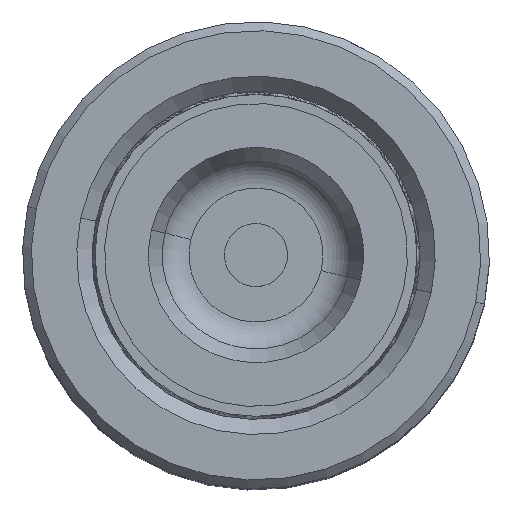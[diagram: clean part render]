
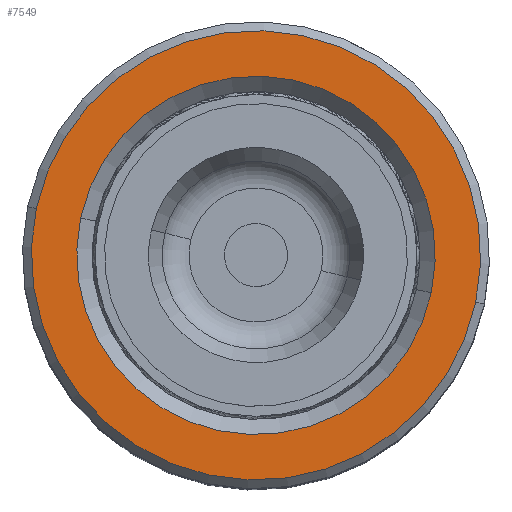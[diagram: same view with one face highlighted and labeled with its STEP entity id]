
A CAD part, top view. The second image highlights one B-rep face of the part: STEP entity #7549.
In plain terms, the highlighted planar face has unit normal (0, 0, 1).
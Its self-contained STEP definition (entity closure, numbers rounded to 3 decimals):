
#446 = CIRCLE ( 'NONE', #28514, 17.8 ) ;
#1672 = FACE_BOUND ( 'NONE', #12604, .T. ) ;
#2485 = VERTEX_POINT ( 'NONE', #18559 ) ;
#3148 = DIRECTION ( 'NONE',  ( 1., 0., 0. ) ) ;
#3379 = EDGE_LOOP ( 'NONE', ( #6503, #23473 ) ) ;
#4440 = VERTEX_POINT ( 'NONE', #20917 ) ;
#6503 = ORIENTED_EDGE ( 'NONE', *, *, #23799, .T. ) ;
#7549 = ADVANCED_FACE ( 'NONE', ( #15516, #1672 ), #7754, .T. ) ;
#7754 = PLANE ( 'NONE',  #9241 ) ;
#7901 = DIRECTION ( 'NONE',  ( 0., 0., -1. ) ) ;
#9241 = AXIS2_PLACEMENT_3D ( 'NONE', #32958, #27233, #18603 ) ;
#9415 = CIRCLE ( 'NONE', #33955, 14.2 ) ;
#11405 = AXIS2_PLACEMENT_3D ( 'NONE', #24980, #7901, #21739 ) ;
#11922 = EDGE_CURVE ( 'NONE', #4440, #24494, #15362, .T. ) ;
#12604 = EDGE_LOOP ( 'NONE', ( #21116, #29845 ) ) ;
#15362 = CIRCLE ( 'NONE', #11405, 14.2 ) ;
#15516 = FACE_OUTER_BOUND ( 'NONE', #3379, .T. ) ;
#15884 = DIRECTION ( 'NONE',  ( 0., 0., -1. ) ) ;
#16400 = DIRECTION ( 'NONE',  ( 1., 0., 0. ) ) ;
#18559 = CARTESIAN_POINT ( 'NONE',  ( 17.8, 0., 60. ) ) ;
#18603 = DIRECTION ( 'NONE',  ( 1., 0., 0. ) ) ;
#19437 = EDGE_CURVE ( 'NONE', #24494, #4440, #9415, .T. ) ;
#20197 = DIRECTION ( 'NONE',  ( 0., 0., 1. ) ) ;
#20917 = CARTESIAN_POINT ( 'NONE',  ( -14.2, 0., 60. ) ) ;
#21116 = ORIENTED_EDGE ( 'NONE', *, *, #19437, .T. ) ;
#21458 = VERTEX_POINT ( 'NONE', #25395 ) ;
#21650 = EDGE_CURVE ( 'NONE', #2485, #21458, #446, .T. ) ;
#21739 = DIRECTION ( 'NONE',  ( 1., 0., 0. ) ) ;
#22275 = CARTESIAN_POINT ( 'NONE',  ( 0., 0., 60. ) ) ;
#23473 = ORIENTED_EDGE ( 'NONE', *, *, #21650, .T. ) ;
#23799 = EDGE_CURVE ( 'NONE', #21458, #2485, #28523, .T. ) ;
#24494 = VERTEX_POINT ( 'NONE', #25939 ) ;
#24980 = CARTESIAN_POINT ( 'NONE',  ( 0., 0., 60. ) ) ;
#25395 = CARTESIAN_POINT ( 'NONE',  ( -17.8, 0., 60. ) ) ;
#25585 = CARTESIAN_POINT ( 'NONE',  ( 0., 0., 60. ) ) ;
#25939 = CARTESIAN_POINT ( 'NONE',  ( 14.2, 0., 60. ) ) ;
#27233 = DIRECTION ( 'NONE',  ( 0., 0., 1. ) ) ;
#28514 = AXIS2_PLACEMENT_3D ( 'NONE', #25585, #20197, #3148 ) ;
#28523 = CIRCLE ( 'NONE', #34004, 17.8 ) ;
#29845 = ORIENTED_EDGE ( 'NONE', *, *, #11922, .T. ) ;
#30380 = CARTESIAN_POINT ( 'NONE',  ( 0., 0., 60. ) ) ;
#32958 = CARTESIAN_POINT ( 'NONE',  ( 0., 0., 60. ) ) ;
#33106 = DIRECTION ( 'NONE',  ( 1., 0., 0. ) ) ;
#33955 = AXIS2_PLACEMENT_3D ( 'NONE', #30380, #15884, #33106 ) ;
#34004 = AXIS2_PLACEMENT_3D ( 'NONE', #22275, #36793, #16400 ) ;
#36793 = DIRECTION ( 'NONE',  ( 0., 0., 1. ) ) ;
